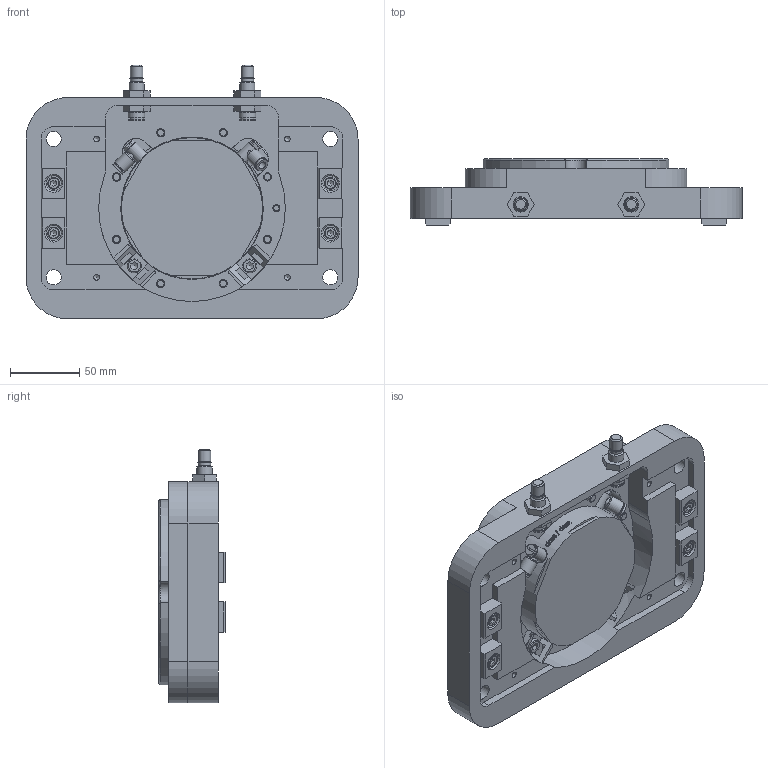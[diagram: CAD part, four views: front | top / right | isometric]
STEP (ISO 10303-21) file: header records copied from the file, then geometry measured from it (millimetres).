
FILE_DESCRIPTION(/* description */ (''),/* implementation_level */ '2;1');
FILE_NAME(/* name */ 'Base_1H_2016-01-00-23.stp',/* time_stamp */ '2018-02-02T12:02:33+01:00',/* author */ ('PC'),/* organization */ (''),/* preprocessor_version */ 'ST-DEVELOPER v16.13',/* originating_system */ 'Autodesk Inventor 2018',/* authorisation */ '');
FILE_SCHEMA (('AUTOMOTIVE_DESIGN { 1 0 10303 214 3 1 1 }'));
Products named in the file (1): Base_1H_2016-01-00-23
Bounding box: 240 x 47.8 x 183.4 mm (x, y, z)
Volume: 1023024.9 mm3; surface area: 161168.1 mm2
Topology: 1 solids, 45 shells, 1948 faces, 5085 edges, 3335 vertices
Faces by surface type: plane 1006, bspline 519, cylinder 252, cone 121, torus 36, sphere 14
Full cylindrical faces by diameter (mm): 2 x6, 3 x4, 4.134 x10, 4.917 x2, 5 x6, 5.3 x1, 6 x22, 6.4 x8, 6.7 x1, 6.8 x6, 7.8 x2, 8.5 x5, 9 x6, 9.7 x2, 9.8 x2, 10 x14, 10.4 x2, 11 x20, 12 x4, 14 x2, 14.5 x2, 15 x1, 18 x4, 19 x1, 40.7 x1, 42 x1, 88 x1, 102 x1
Entity records: 66109 total; most frequent: CARTESIAN_POINT 21637, ORIENTED_EDGE 9378, DIRECTION 6987, EDGE_CURVE 4685, VERTEX_POINT 3208, LINE 2729, VECTOR 2729, EDGE_LOOP 2429
